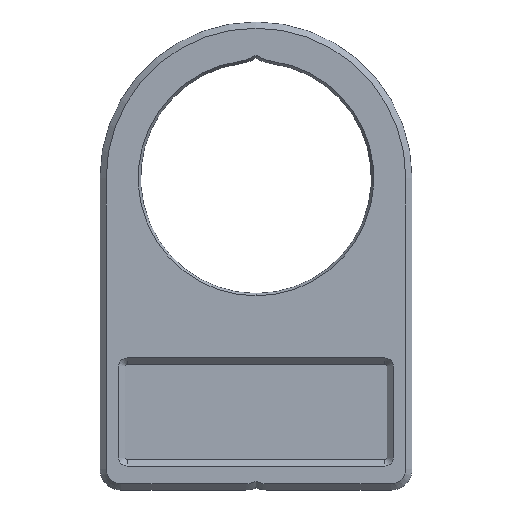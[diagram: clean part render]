
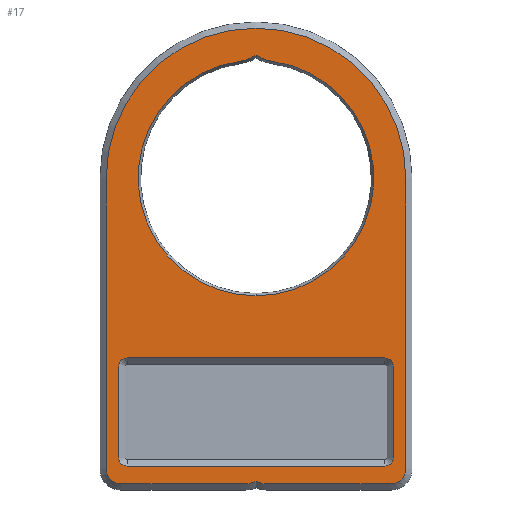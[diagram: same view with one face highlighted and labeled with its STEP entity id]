
A CAD part, top view. The second image highlights one B-rep face of the part: STEP entity #17.
In plain terms, the highlighted planar face has unit normal (0, 0, 1).
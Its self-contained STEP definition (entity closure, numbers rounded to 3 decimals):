
#17 = ADVANCED_FACE('',(#18,#106,#176),#214,.T.);
#18 = FACE_BOUND('',#19,.T.);
#19 = EDGE_LOOP('',(#20,#31,#40,#48,#57,#65,#74,#83,#91,#100));
#20 = ORIENTED_EDGE('',*,*,#21,.F.);
#21 = EDGE_CURVE('',#22,#24,#26,.T.);
#22 = VERTEX_POINT('',#23);
#23 = CARTESIAN_POINT('',(0.,-29.182,0.));
#24 = VERTEX_POINT('',#25);
#25 = CARTESIAN_POINT('',(-1.,-29.4,0.));
#26 = CIRCLE('',#27,2.4);
#27 = AXIS2_PLACEMENT_3D('',#28,#29,#30);
#28 = CARTESIAN_POINT('',(-1.,-27.,0.));
#29 = DIRECTION('',(0.,-0.,-1.));
#30 = DIRECTION('',(0.333,-0.943,0.));
#31 = ORIENTED_EDGE('',*,*,#32,.F.);
#32 = EDGE_CURVE('',#33,#22,#35,.T.);
#33 = VERTEX_POINT('',#34);
#34 = CARTESIAN_POINT('',(1.,-29.4,0.));
#35 = CIRCLE('',#36,2.4);
#36 = AXIS2_PLACEMENT_3D('',#37,#38,#39);
#37 = CARTESIAN_POINT('',(1.,-27.,0.));
#38 = DIRECTION('',(-0.,0.,-1.));
#39 = DIRECTION('',(0.,-1.,0.));
#40 = ORIENTED_EDGE('',*,*,#41,.F.);
#41 = EDGE_CURVE('',#42,#33,#44,.T.);
#42 = VERTEX_POINT('',#43);
#43 = CARTESIAN_POINT('',(13.,-29.4,0.));
#44 = LINE('',#45,#46);
#45 = CARTESIAN_POINT('',(13.,-29.4,0.));
#46 = VECTOR('',#47,1.);
#47 = DIRECTION('',(-1.,0.,0.));
#48 = ORIENTED_EDGE('',*,*,#49,.F.);
#49 = EDGE_CURVE('',#50,#42,#52,.T.);
#50 = VERTEX_POINT('',#51);
#51 = CARTESIAN_POINT('',(14.4,-28.,0.));
#52 = CIRCLE('',#53,1.4);
#53 = AXIS2_PLACEMENT_3D('',#54,#55,#56);
#54 = CARTESIAN_POINT('',(13.,-28.,0.));
#55 = DIRECTION('',(0.,0.,-1.));
#56 = DIRECTION('',(1.,0.,0.));
#57 = ORIENTED_EDGE('',*,*,#58,.F.);
#58 = EDGE_CURVE('',#59,#50,#61,.T.);
#59 = VERTEX_POINT('',#60);
#60 = CARTESIAN_POINT('',(14.4,0.,0.));
#61 = LINE('',#62,#63);
#62 = CARTESIAN_POINT('',(14.4,0.,0.));
#63 = VECTOR('',#64,1.);
#64 = DIRECTION('',(0.,-1.,0.));
#65 = ORIENTED_EDGE('',*,*,#66,.F.);
#66 = EDGE_CURVE('',#67,#59,#69,.T.);
#67 = VERTEX_POINT('',#68);
#68 = CARTESIAN_POINT('',(0.,14.4,0.));
#69 = CIRCLE('',#70,14.4);
#70 = AXIS2_PLACEMENT_3D('',#71,#72,#73);
#71 = CARTESIAN_POINT('',(0.,0.,0.));
#72 = DIRECTION('',(0.,0.,-1.));
#73 = DIRECTION('',(0.,1.,0.));
#74 = ORIENTED_EDGE('',*,*,#75,.F.);
#75 = EDGE_CURVE('',#76,#67,#78,.T.);
#76 = VERTEX_POINT('',#77);
#77 = CARTESIAN_POINT('',(-14.4,0.,0.));
#78 = CIRCLE('',#79,14.4);
#79 = AXIS2_PLACEMENT_3D('',#80,#81,#82);
#80 = CARTESIAN_POINT('',(0.,0.,0.));
#81 = DIRECTION('',(0.,0.,-1.));
#82 = DIRECTION('',(-1.,0.,0.));
#83 = ORIENTED_EDGE('',*,*,#84,.F.);
#84 = EDGE_CURVE('',#85,#76,#87,.T.);
#85 = VERTEX_POINT('',#86);
#86 = CARTESIAN_POINT('',(-14.4,-28.,0.));
#87 = LINE('',#88,#89);
#88 = CARTESIAN_POINT('',(-14.4,-28.,0.));
#89 = VECTOR('',#90,1.);
#90 = DIRECTION('',(0.,1.,0.));
#91 = ORIENTED_EDGE('',*,*,#92,.F.);
#92 = EDGE_CURVE('',#93,#85,#95,.T.);
#93 = VERTEX_POINT('',#94);
#94 = CARTESIAN_POINT('',(-13.,-29.4,0.));
#95 = CIRCLE('',#96,1.4);
#96 = AXIS2_PLACEMENT_3D('',#97,#98,#99);
#97 = CARTESIAN_POINT('',(-13.,-28.,0.));
#98 = DIRECTION('',(-0.,-0.,-1.));
#99 = DIRECTION('',(0.,-1.,0.));
#100 = ORIENTED_EDGE('',*,*,#101,.F.);
#101 = EDGE_CURVE('',#24,#93,#102,.T.);
#102 = LINE('',#103,#104);
#103 = CARTESIAN_POINT('',(-1.,-29.4,0.));
#104 = VECTOR('',#105,1.);
#105 = DIRECTION('',(-1.,-0.,-0.));
#106 = FACE_BOUND('',#107,.T.);
#107 = EDGE_LOOP('',(#108,#119,#127,#136,#144,#153,#161,#170));
#108 = ORIENTED_EDGE('',*,*,#109,.F.);
#109 = EDGE_CURVE('',#110,#112,#114,.T.);
#110 = VERTEX_POINT('',#111);
#111 = CARTESIAN_POINT('',(-13.2,-26.9,0.));
#112 = VERTEX_POINT('',#113);
#113 = CARTESIAN_POINT('',(-12.4,-27.7,0.));
#114 = CIRCLE('',#115,0.8);
#115 = AXIS2_PLACEMENT_3D('',#116,#117,#118);
#116 = CARTESIAN_POINT('',(-12.4,-26.9,0.));
#117 = DIRECTION('',(0.,0.,1.));
#118 = DIRECTION('',(1.,0.,0.));
#119 = ORIENTED_EDGE('',*,*,#120,.T.);
#120 = EDGE_CURVE('',#110,#121,#123,.T.);
#121 = VERTEX_POINT('',#122);
#122 = CARTESIAN_POINT('',(-13.2,-18.1,0.));
#123 = LINE('',#124,#125);
#124 = CARTESIAN_POINT('',(-13.2,-18.315,0.));
#125 = VECTOR('',#126,1.);
#126 = DIRECTION('',(0.,1.,0.));
#127 = ORIENTED_EDGE('',*,*,#128,.F.);
#128 = EDGE_CURVE('',#129,#121,#131,.T.);
#129 = VERTEX_POINT('',#130);
#130 = CARTESIAN_POINT('',(-12.4,-17.3,0.));
#131 = CIRCLE('',#132,0.8);
#132 = AXIS2_PLACEMENT_3D('',#133,#134,#135);
#133 = CARTESIAN_POINT('',(-12.4,-18.1,0.));
#134 = DIRECTION('',(0.,0.,1.));
#135 = DIRECTION('',(1.,0.,0.));
#136 = ORIENTED_EDGE('',*,*,#137,.T.);
#137 = EDGE_CURVE('',#129,#138,#140,.T.);
#138 = VERTEX_POINT('',#139);
#139 = CARTESIAN_POINT('',(12.4,-17.3,0.));
#140 = LINE('',#141,#142);
#141 = CARTESIAN_POINT('',(-6.2,-17.3,0.));
#142 = VECTOR('',#143,1.);
#143 = DIRECTION('',(1.,0.,0.));
#144 = ORIENTED_EDGE('',*,*,#145,.F.);
#145 = EDGE_CURVE('',#146,#138,#148,.T.);
#146 = VERTEX_POINT('',#147);
#147 = CARTESIAN_POINT('',(13.2,-18.1,0.));
#148 = CIRCLE('',#149,0.8);
#149 = AXIS2_PLACEMENT_3D('',#150,#151,#152);
#150 = CARTESIAN_POINT('',(12.4,-18.1,0.));
#151 = DIRECTION('',(0.,0.,1.));
#152 = DIRECTION('',(1.,0.,0.));
#153 = ORIENTED_EDGE('',*,*,#154,.T.);
#154 = EDGE_CURVE('',#146,#155,#157,.T.);
#155 = VERTEX_POINT('',#156);
#156 = CARTESIAN_POINT('',(13.2,-26.9,0.));
#157 = LINE('',#158,#159);
#158 = CARTESIAN_POINT('',(13.2,-13.915,0.));
#159 = VECTOR('',#160,1.);
#160 = DIRECTION('',(0.,-1.,0.));
#161 = ORIENTED_EDGE('',*,*,#162,.F.);
#162 = EDGE_CURVE('',#163,#155,#165,.T.);
#163 = VERTEX_POINT('',#164);
#164 = CARTESIAN_POINT('',(12.4,-27.7,0.));
#165 = CIRCLE('',#166,0.8);
#166 = AXIS2_PLACEMENT_3D('',#167,#168,#169);
#167 = CARTESIAN_POINT('',(12.4,-26.9,0.));
#168 = DIRECTION('',(0.,0.,1.));
#169 = DIRECTION('',(1.,0.,0.));
#170 = ORIENTED_EDGE('',*,*,#171,.T.);
#171 = EDGE_CURVE('',#163,#112,#172,.T.);
#172 = LINE('',#173,#174);
#173 = CARTESIAN_POINT('',(6.2,-27.7,0.));
#174 = VECTOR('',#175,1.);
#175 = DIRECTION('',(-1.,0.,0.));
#176 = FACE_BOUND('',#177,.T.);
#177 = EDGE_LOOP('',(#178,#189,#198,#207));
#178 = ORIENTED_EDGE('',*,*,#179,.F.);
#179 = EDGE_CURVE('',#180,#182,#184,.T.);
#180 = VERTEX_POINT('',#181);
#181 = CARTESIAN_POINT('',(0.,11.793,0.));
#182 = VERTEX_POINT('',#183);
#183 = CARTESIAN_POINT('',(-1.531,11.227,0.));
#184 = CIRCLE('',#185,3.769);
#185 = AXIS2_PLACEMENT_3D('',#186,#187,#188);
#186 = CARTESIAN_POINT('',(-2.041,14.961,0.));
#187 = DIRECTION('',(0.,-0.,-1.));
#188 = DIRECTION('',(0.51,-0.86,0.));
#189 = ORIENTED_EDGE('',*,*,#190,.F.);
#190 = EDGE_CURVE('',#191,#180,#193,.T.);
#191 = VERTEX_POINT('',#192);
#192 = CARTESIAN_POINT('',(1.531,11.227,
    0.));
#193 = CIRCLE('',#194,3.769);
#194 = AXIS2_PLACEMENT_3D('',#195,#196,#197);
#195 = CARTESIAN_POINT('',(2.041,14.961,0.));
#196 = DIRECTION('',(-0.,0.,-1.));
#197 = DIRECTION('',(-0.135,-0.991,0.));
#198 = ORIENTED_EDGE('',*,*,#199,.F.);
#199 = EDGE_CURVE('',#200,#191,#202,.T.);
#200 = VERTEX_POINT('',#201);
#201 = CARTESIAN_POINT('',(0.,-11.331,
    0.));
#202 = CIRCLE('',#203,11.331);
#203 = AXIS2_PLACEMENT_3D('',#204,#205,#206);
#204 = CARTESIAN_POINT('',(0.,0.,0.));
#205 = DIRECTION('',(0.,0.,1.));
#206 = DIRECTION('',(0.,-1.,0.));
#207 = ORIENTED_EDGE('',*,*,#208,.F.);
#208 = EDGE_CURVE('',#182,#200,#209,.T.);
#209 = CIRCLE('',#210,11.331);
#210 = AXIS2_PLACEMENT_3D('',#211,#212,#213);
#211 = CARTESIAN_POINT('',(0.,0.,0.));
#212 = DIRECTION('',(0.,0.,1.));
#213 = DIRECTION('',(-0.135,0.991,0.));
#214 = PLANE('',#215);
#215 = AXIS2_PLACEMENT_3D('',#216,#217,#218);
#216 = CARTESIAN_POINT('',(0.,-9.73,0.));
#217 = DIRECTION('',(0.,0.,1.));
#218 = DIRECTION('',(1.,0.,0.));
